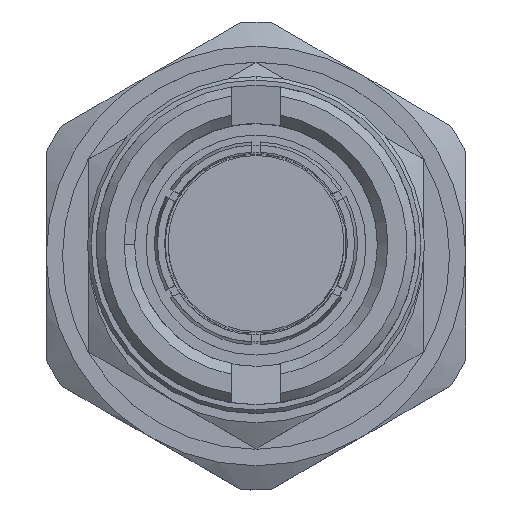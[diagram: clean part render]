
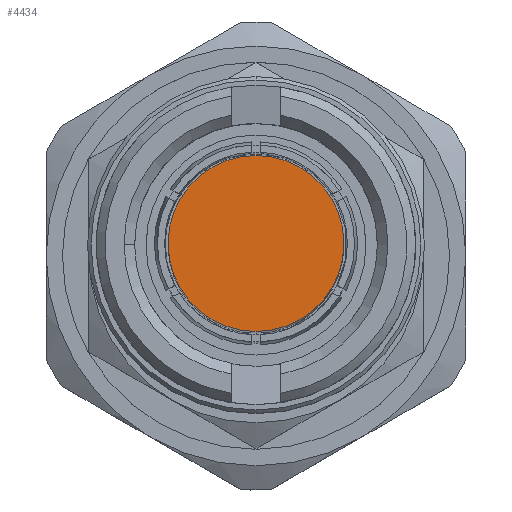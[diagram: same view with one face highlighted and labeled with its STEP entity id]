
A CAD part, top view. The second image highlights one B-rep face of the part: STEP entity #4434.
In plain terms, the highlighted face is planar.
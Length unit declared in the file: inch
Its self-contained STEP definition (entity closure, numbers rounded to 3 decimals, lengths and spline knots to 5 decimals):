
#731 = DIRECTION ( 'NONE',  ( 1., 0., 0. ) ) ;
#813 = AXIS2_PLACEMENT_3D ( 'NONE', #4163, #11836, #3223 ) ;
#949 = AXIS2_PLACEMENT_3D ( 'NONE', #1392, #1126, #5225 ) ;
#1126 = DIRECTION ( 'NONE',  ( 1., 0., 0. ) ) ;
#1267 = FACE_OUTER_BOUND ( 'NONE', #11899, .T. ) ;
#1392 = CARTESIAN_POINT ( 'NONE',  ( -1.49016, 0., 0. ) ) ;
#1563 = CIRCLE ( 'NONE', #7985, 0.19685 ) ;
#1966 = ORIENTED_EDGE ( 'NONE', *, *, #7572, .F. ) ;
#2407 = ORIENTED_EDGE ( 'NONE', *, *, #9965, .F. ) ;
#2916 = VERTEX_POINT ( 'NONE', #4176 ) ;
#3021 = DIRECTION ( 'NONE',  ( 1., 0., 0. ) ) ;
#3223 = DIRECTION ( 'NONE',  ( 0., 0., 1. ) ) ;
#3557 = AXIS2_PLACEMENT_3D ( 'NONE', #3679, #731, #4570 ) ;
#3679 = CARTESIAN_POINT ( 'NONE',  ( -1.49016, 0., 0. ) ) ;
#4163 = CARTESIAN_POINT ( 'NONE',  ( -1.49016, 0., 0. ) ) ;
#4176 = CARTESIAN_POINT ( 'NONE',  ( -1.49016, 0.19685, 0. ) ) ;
#4434 = ADVANCED_FACE ( 'NONE', ( #1267 ), #5100, .T. ) ;
#4570 = DIRECTION ( 'NONE',  ( 0., 0., 1. ) ) ;
#5100 = PLANE ( 'NONE',  #813 ) ;
#5225 = DIRECTION ( 'NONE',  ( 0., 0., 1. ) ) ;
#5964 = CARTESIAN_POINT ( 'NONE',  ( -1.49016, 0., 0. ) ) ;
#7006 = VERTEX_POINT ( 'NONE', #10405 ) ;
#7572 = EDGE_CURVE ( 'NONE', #9963, #7006, #8764, .T. ) ;
#7985 = AXIS2_PLACEMENT_3D ( 'NONE', #5964, #3021, #10823 ) ;
#8764 = CIRCLE ( 'NONE', #3557, 0.19685 ) ;
#9963 = VERTEX_POINT ( 'NONE', #11824 ) ;
#9965 = EDGE_CURVE ( 'NONE', #2916, #9963, #1563, .T. ) ;
#10011 = EDGE_CURVE ( 'NONE', #7006, #2916, #12396, .T. ) ;
#10405 = CARTESIAN_POINT ( 'NONE',  ( -1.49016, -0.19685, 0. ) ) ;
#10823 = DIRECTION ( 'NONE',  ( 0., 0., 1. ) ) ;
#11417 = ORIENTED_EDGE ( 'NONE', *, *, #10011, .F. ) ;
#11824 = CARTESIAN_POINT ( 'NONE',  ( -1.49016, 0., 0.19685 ) ) ;
#11836 = DIRECTION ( 'NONE',  ( -1., 0., 0. ) ) ;
#11899 = EDGE_LOOP ( 'NONE', ( #11417, #1966, #2407 ) ) ;
#12396 = CIRCLE ( 'NONE', #949, 0.19685 ) ;
